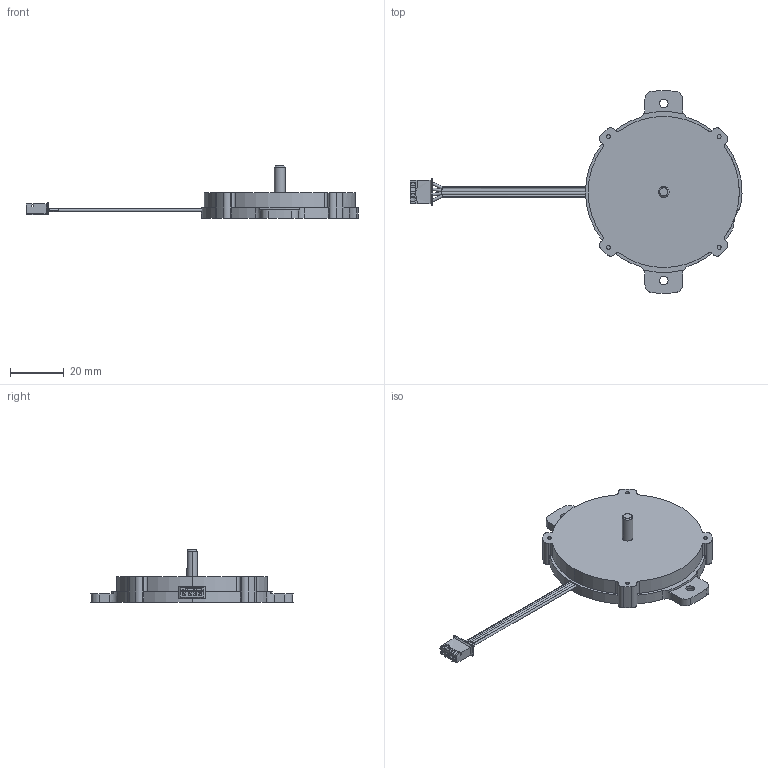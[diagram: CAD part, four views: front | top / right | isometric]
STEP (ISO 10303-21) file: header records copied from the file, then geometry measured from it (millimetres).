
FILE_DESCRIPTION (( 'STEP AP203' ), '1' );
FILE_NAME ('23HY0404A-10B.STEP', '2022-05-07T04:29:30', ( 'AutoBVT' ), ( 'Microsoft' ), 'SwSTEP 2.0', 'SolidWorks 2020', '' );
FILE_SCHEMA (( 'CONFIG_CONTROL_DESIGN' ));
Length unit declared in the file: millimetre
Products named in the file (3): 錨璃1; 23HY0404A-10B; PH-4Y JST傷赽
Assembly tree (2 placements, depth 2):
  23HY0404A-10B
    錨璃1
    PH-4Y JST傷赽
Bounding box: 123.62 x 75.44 x 19.6 mm (x, y, z)
Volume: 26050.5 mm3; surface area: 9431.6 mm2
Topology: 1 solids, 6 shells, 185 faces, 507 edges, 329 vertices
Faces by surface type: plane 97, cylinder 85, cone 3
Entity records: 6189 total; most frequent: CARTESIAN_POINT 1080, DIRECTION 1039, ORIENTED_EDGE 973, EDGE_CURVE 507, AXIS2_PLACEMENT_3D 356, VERTEX_POINT 329, VECTOR 327, LINE 327
